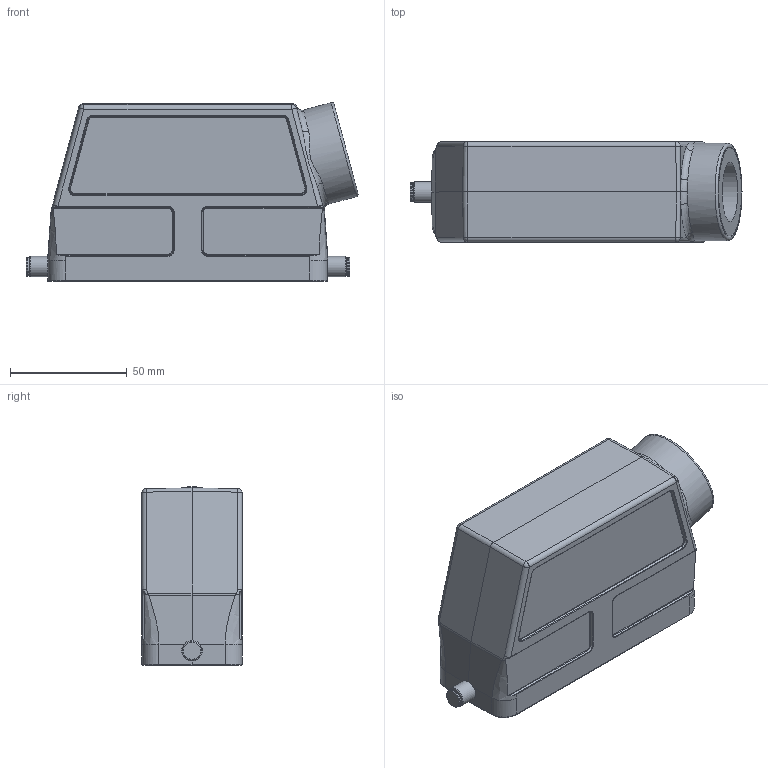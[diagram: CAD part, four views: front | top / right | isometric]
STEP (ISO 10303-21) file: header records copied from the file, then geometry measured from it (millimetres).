
FILE_DESCRIPTION((''),'2;1');
FILE_NAME('05300240568.stp','2020-07-13T16:07:23',('e.eickhoff'),(''),'Autodesk Inventor 2012','Autodesk Inventor 2012','');
FILE_SCHEMA(('AUTOMOTIVE_DESIGN { 1 0 10303 214 1 1 1 1 }'));
Length unit declared in the file: millimetre
Products named in the file (3): 05300240568; M25-PG29 Adapter
Assembly tree (2 placements, depth 2):
  05300240568
    05300240568
    M25-PG29 Adapter
Bounding box: 142.11 x 43 x 76.54 mm (x, y, z)
Volume: 98893.9 mm3; surface area: 58833.7 mm2
Topology: 2 solids, 2 shells, 450 faces, 1675 edges, 1830 vertices
Faces by surface type: plane 173, cylinder 130, bspline 62, torus 43, cone 37, sphere 5
Full cylindrical faces by diameter (mm): 3 x4, 4 x2, 8 x2, 8.8 x2, 25.5 x1, 32 x1, 37 x1, 37.5 x1, 41.65 x1
Entity records: 19950 total; most frequent: CARTESIAN_POINT 6127, DIRECTION 2624, ORIENTED_EDGE 2070, EDGE_CURVE 1035, AXIS2_PLACEMENT_3D 967, VECTOR 690, LINE 690, VERTEX_POINT 644
